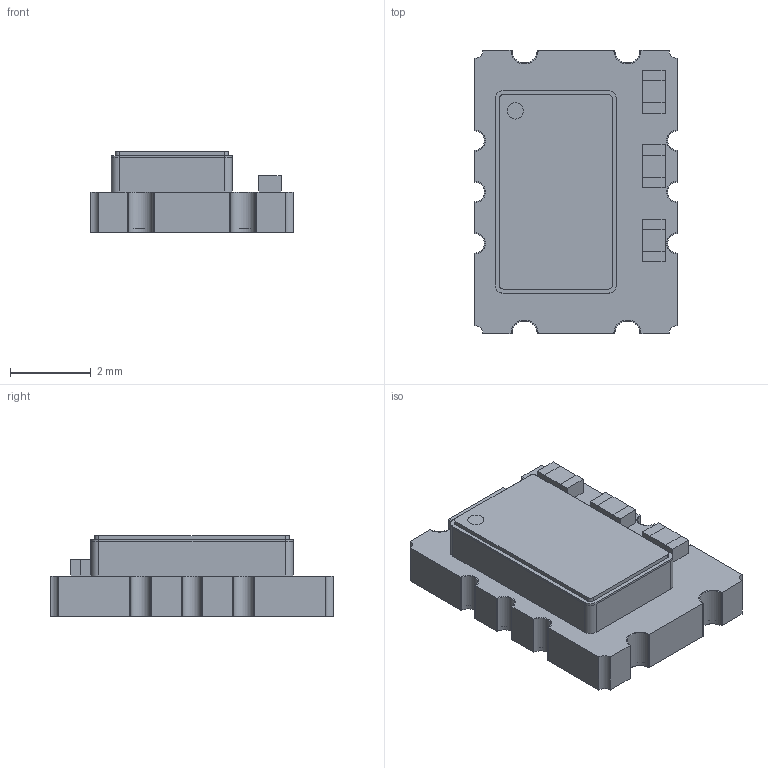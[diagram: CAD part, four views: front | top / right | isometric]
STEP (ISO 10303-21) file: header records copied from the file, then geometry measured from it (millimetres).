
FILE_DESCRIPTION((''),'2;1');
FILE_NAME('OSC_CONNOR-WINFIELD_D75A.stp','2011-11-22T10:58:07',(''),(''),'Mechanical Desktop 2011','Mechanical Desktop 2011',', , ');
FILE_SCHEMA(('AUTOMOTIVE_DESIGN { 1 2 10303 214 1 1 1 1 }'));
Length unit declared in the file: millimetre
Products named in the file (1): Product
Bounding box: 5 x 7 x 2 mm (x, y, z)
Volume: 49.2 mm3; surface area: 242.2 mm2
Topology: 34 solids, 34 shells, 321 faces, 756 edges, 504 vertices
Faces by surface type: plane 158, bspline 123, cylinder 40
Entity records: 9450 total; most frequent: CARTESIAN_POINT 2231, ORIENTED_EDGE 1512, DIRECTION 1294, EDGE_CURVE 756, VECTOR 616, LINE 616, VERTEX_POINT 504, AXIS2_PLACEMENT_3D 339
